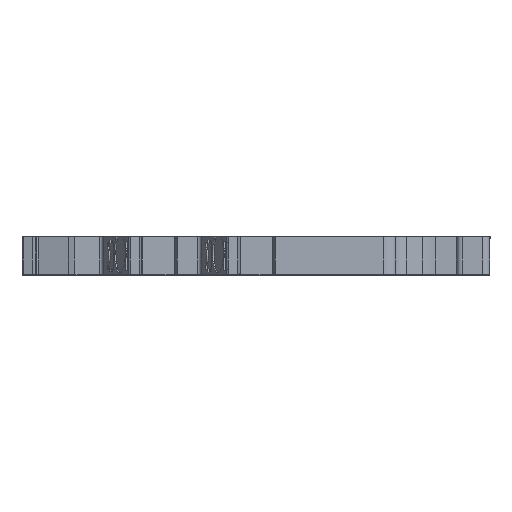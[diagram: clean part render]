
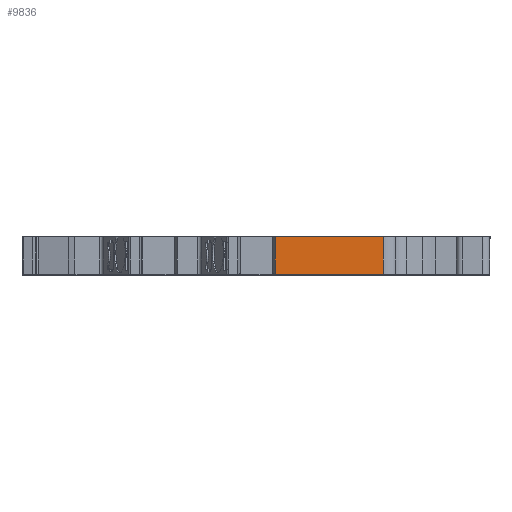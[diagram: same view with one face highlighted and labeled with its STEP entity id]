
A CAD part, left-side view. The second image highlights one B-rep face of the part: STEP entity #9836.
In plain terms, the highlighted planar face has unit normal (-1, 0, 0).
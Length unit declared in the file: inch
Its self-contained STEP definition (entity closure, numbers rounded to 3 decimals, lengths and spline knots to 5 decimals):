
#156 = DIRECTION ( 'NONE',  ( 0., -1., 0. ) ) ;
#880 = DIRECTION ( 'NONE',  ( 1., 0., 0. ) ) ;
#3625 = VERTEX_POINT ( 'NONE', #14917 ) ;
#3642 = PLANE ( 'NONE',  #4546 ) ;
#3864 = CARTESIAN_POINT ( 'NONE',  ( -1.9959, -0.09014, 0.00591 ) ) ;
#4150 = ORIENTED_EDGE ( 'NONE', *, *, #19173, .F. ) ;
#4546 = AXIS2_PLACEMENT_3D ( 'NONE', #14818, #880, #26332 ) ;
#5621 = DIRECTION ( 'NONE',  ( 0., 0., -1. ) ) ;
#6263 = EDGE_CURVE ( 'NONE', #3625, #36148, #16663, .T. ) ;
#8742 = LINE ( 'NONE', #25205, #21423 ) ;
#9324 = EDGE_CURVE ( 'NONE', #23441, #3625, #12871, .T. ) ;
#9836 = ADVANCED_FACE ( 'NONE', ( #28743 ), #3642, .F. ) ;
#10511 = ORIENTED_EDGE ( 'NONE', *, *, #18925, .F. ) ;
#11471 = ORIENTED_EDGE ( 'NONE', *, *, #6263, .F. ) ;
#12871 = LINE ( 'NONE', #21469, #20332 ) ;
#14818 = CARTESIAN_POINT ( 'NONE',  ( -1.9959, 0., 0.20276 ) ) ;
#14917 = CARTESIAN_POINT ( 'NONE',  ( -1.9959, 0.87545, 0.20276 ) ) ;
#15022 = VECTOR ( 'NONE', #15046, 39.37008 ) ;
#15046 = DIRECTION ( 'NONE',  ( 0., 1., 0. ) ) ;
#16663 = LINE ( 'NONE', #30406, #30763 ) ;
#18380 = DIRECTION ( 'NONE',  ( 0., 0., 1. ) ) ;
#18925 = EDGE_CURVE ( 'NONE', #21448, #23441, #28967, .T. ) ;
#19173 = EDGE_CURVE ( 'NONE', #36148, #21448, #8742, .T. ) ;
#19393 = ORIENTED_EDGE ( 'NONE', *, *, #9324, .F. ) ;
#20332 = VECTOR ( 'NONE', #18380, 39.37008 ) ;
#21423 = VECTOR ( 'NONE', #5621, 39.37008 ) ;
#21448 = VERTEX_POINT ( 'NONE', #34785 ) ;
#21469 = CARTESIAN_POINT ( 'NONE',  ( -1.9959, 0.87545, 0.20276 ) ) ;
#23441 = VERTEX_POINT ( 'NONE', #30811 ) ;
#25205 = CARTESIAN_POINT ( 'NONE',  ( -1.9959, 0.31081, 0.20276 ) ) ;
#25843 = EDGE_LOOP ( 'NONE', ( #4150, #11471, #19393, #10511 ) ) ;
#26332 = DIRECTION ( 'NONE',  ( 0., 1., 0. ) ) ;
#28743 = FACE_OUTER_BOUND ( 'NONE', #25843, .T. ) ;
#28967 = LINE ( 'NONE', #3864, #15022 ) ;
#30406 = CARTESIAN_POINT ( 'NONE',  ( -1.9959, 0., 0.20276 ) ) ;
#30763 = VECTOR ( 'NONE', #156, 39.37008 ) ;
#30811 = CARTESIAN_POINT ( 'NONE',  ( -1.9959, 0.87545, 0.00591 ) ) ;
#33626 = CARTESIAN_POINT ( 'NONE',  ( -1.9959, 0.31081, 0.20276 ) ) ;
#34785 = CARTESIAN_POINT ( 'NONE',  ( -1.9959, 0.31081, 0.00591 ) ) ;
#36148 = VERTEX_POINT ( 'NONE', #33626 ) ;
